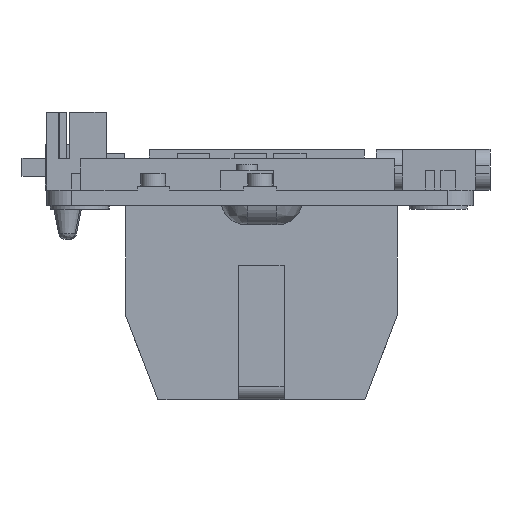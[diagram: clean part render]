
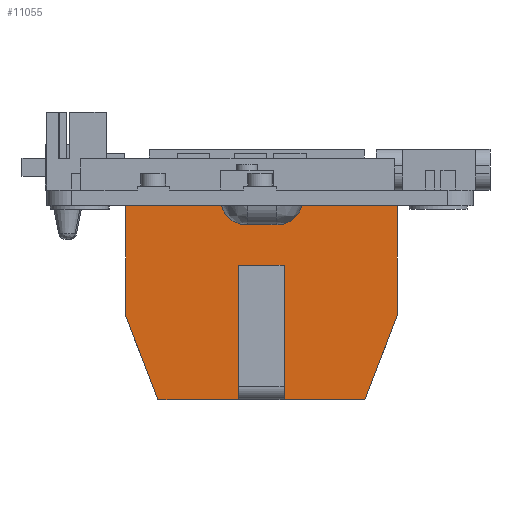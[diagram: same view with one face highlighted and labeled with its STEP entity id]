
A CAD part, front view. The second image highlights one B-rep face of the part: STEP entity #11055.
In plain terms, the highlighted planar face has unit normal (0, -1, 0).
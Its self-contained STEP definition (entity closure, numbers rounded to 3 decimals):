
#1424=DIRECTION('',(-1.,0.,0.));
#1425=VECTOR('',#1424,7.417);
#1426=CARTESIAN_POINT('',(278.435,132.131,-1.2));
#1427=LINE('',#1426,#1425);
#1466=DIRECTION('',(-1.,0.,0.));
#1467=VECTOR('',#1466,7.36);
#1468=CARTESIAN_POINT('',(292.018,132.131,-1.2));
#1469=LINE('',#1468,#1467);
#2861=CARTESIAN_POINT('',(280.371,132.131,-0.7));
#2862=DIRECTION('',(0.,1.,0.));
#2863=DIRECTION('',(0.,0.,-1.));
#2864=AXIS2_PLACEMENT_3D('',#2861,#2862,#2863);
#2925=CARTESIAN_POINT('',(282.721,132.131,-0.7));
#2926=DIRECTION('',(0.,1.,0.));
#2927=DIRECTION('',(0.968,0.,-0.25));
#2928=AXIS2_PLACEMENT_3D('',#2925,#2926,#2927);
#2930=DIRECTION('',(-1.,0.,0.));
#2931=VECTOR('',#2930,2.35);
#2932=CARTESIAN_POINT('',(282.721,132.131,-2.7));
#2933=LINE('',#2932,#2931);
#2934=DIRECTION('',(0.,0.,-1.));
#2935=VECTOR('',#2934,8.5);
#2936=CARTESIAN_POINT('',(292.018,132.131,-1.2));
#2937=LINE('',#2936,#2935);
#2938=DIRECTION('',(0.359,0.,0.933));
#2939=VECTOR('',#2938,6.964);
#2940=CARTESIAN_POINT('',(289.518,132.131,-16.2));
#2941=LINE('',#2940,#2939);
#2942=DIRECTION('',(0.,0.,1.));
#2943=VECTOR('',#2942,10.4);
#2944=CARTESIAN_POINT('',(283.268,132.131,-16.2));
#2945=LINE('',#2944,#2943);
#2946=DIRECTION('',(-1.,0.,0.));
#2947=VECTOR('',#2946,3.5);
#2948=CARTESIAN_POINT('',(283.268,132.131,-5.8));
#2949=LINE('',#2948,#2947);
#2950=DIRECTION('',(0.,0.,1.));
#2951=VECTOR('',#2950,10.4);
#2952=CARTESIAN_POINT('',(279.768,132.131,-16.2));
#2953=LINE('',#2952,#2951);
#2954=DIRECTION('',(0.359,0.,-0.933));
#2955=VECTOR('',#2954,6.964);
#2956=CARTESIAN_POINT('',(271.018,132.131,-9.7));
#2957=LINE('',#2956,#2955);
#3106=DIRECTION('',(0.,0.,-1.));
#3107=VECTOR('',#3106,8.5);
#3108=CARTESIAN_POINT('',(271.018,132.131,-1.2));
#3109=LINE('',#3108,#3107);
#3346=DIRECTION('',(-1.,0.,0.));
#3347=VECTOR('',#3346,6.25);
#3348=CARTESIAN_POINT('',(279.768,132.131,-16.2));
#3349=LINE('',#3348,#3347);
#3410=DIRECTION('',(-1.,0.,0.));
#3411=VECTOR('',#3410,6.25);
#3412=CARTESIAN_POINT('',(289.518,132.131,-16.2));
#3413=LINE('',#3412,#3411);
#5860=CARTESIAN_POINT('',(271.018,132.131,-9.7));
#5861=CARTESIAN_POINT('',(273.518,132.131,-16.2));
#5862=VERTEX_POINT('',#5860);
#5863=VERTEX_POINT('',#5861);
#5864=CARTESIAN_POINT('',(289.518,132.131,-16.2));
#5865=CARTESIAN_POINT('',(292.018,132.131,-9.7));
#5866=VERTEX_POINT('',#5864);
#5867=VERTEX_POINT('',#5865);
#5868=CARTESIAN_POINT('',(292.018,132.131,-1.2));
#5869=VERTEX_POINT('',#5868);
#5870=CARTESIAN_POINT('',(271.018,132.131,-1.2));
#5871=VERTEX_POINT('',#5870);
#6038=CARTESIAN_POINT('',(283.268,132.131,-16.2));
#6039=VERTEX_POINT('',#6038);
#6040=CARTESIAN_POINT('',(279.768,132.131,-16.2));
#6042=VERTEX_POINT('',#6040);
#6044=CARTESIAN_POINT('',(283.268,132.131,-5.8));
#6045=CARTESIAN_POINT('',(279.768,132.131,-5.8));
#6046=VERTEX_POINT('',#6044);
#6047=VERTEX_POINT('',#6045);
#6265=CARTESIAN_POINT('',(278.435,132.131,-1.2));
#6267=VERTEX_POINT('',#6265);
#6269=CARTESIAN_POINT('',(280.371,132.131,-2.7));
#6271=VERTEX_POINT('',#6269);
#6284=CARTESIAN_POINT('',(282.721,132.131,-2.7));
#6285=VERTEX_POINT('',#6284);
#6286=CARTESIAN_POINT('',(284.658,132.131,-1.2));
#6287=VERTEX_POINT('',#6286);
#11025=CARTESIAN_POINT('',(292.018,132.131,-1.2));
#11026=DIRECTION('',(0.,-1.,0.));
#11027=DIRECTION('',(-1.,0.,0.));
#11028=AXIS2_PLACEMENT_3D('',#11025,#11026,#11027);
#11029=PLANE('',#11028);
#11030=ORIENTED_EDGE('',*,*,#7646,.F.);
#11031=ORIENTED_EDGE('',*,*,#10856,.F.);
#11032=ORIENTED_EDGE('',*,*,#10914,.F.);
#11033=ORIENTED_EDGE('',*,*,#11013,.F.);
#11034=ORIENTED_EDGE('',*,*,#7666,.F.);
#11036=ORIENTED_EDGE('',*,*,#11035,.T.);
#11038=ORIENTED_EDGE('',*,*,#11037,.F.);
#11040=ORIENTED_EDGE('',*,*,#11039,.T.);
#11042=ORIENTED_EDGE('',*,*,#11041,.T.);
#11044=ORIENTED_EDGE('',*,*,#11043,.T.);
#11046=ORIENTED_EDGE('',*,*,#11045,.F.);
#11048=ORIENTED_EDGE('',*,*,#11047,.T.);
#11050=ORIENTED_EDGE('',*,*,#11049,.F.);
#11052=ORIENTED_EDGE('',*,*,#11051,.F.);
#11053=EDGE_LOOP('',(#11030,#11031,#11032,#11033,#11034,#11036,#11038,#11040,
#11042,#11044,#11046,#11048,#11050,#11052));
#11054=FACE_OUTER_BOUND('',#11053,.F.);
#2865=CIRCLE('',#2864,2.);
#2929=CIRCLE('',#2928,2.);
#7646=EDGE_CURVE('',#6267,#5871,#1427,.T.);
#7666=EDGE_CURVE('',#5869,#6287,#1469,.T.);
#10856=EDGE_CURVE('',#6271,#6267,#2865,.T.);
#10914=EDGE_CURVE('',#6285,#6271,#2933,.T.);
#11013=EDGE_CURVE('',#6287,#6285,#2929,.T.);
#11035=EDGE_CURVE('',#5869,#5867,#2937,.T.);
#11037=EDGE_CURVE('',#5866,#5867,#2941,.T.);
#11039=EDGE_CURVE('',#5866,#6039,#3413,.T.);
#11041=EDGE_CURVE('',#6039,#6046,#2945,.T.);
#11043=EDGE_CURVE('',#6046,#6047,#2949,.T.);
#11045=EDGE_CURVE('',#6042,#6047,#2953,.T.);
#11047=EDGE_CURVE('',#6042,#5863,#3349,.T.);
#11049=EDGE_CURVE('',#5862,#5863,#2957,.T.);
#11051=EDGE_CURVE('',#5871,#5862,#3109,.T.);
#11055=ADVANCED_FACE('',(#11054),#11029,.T.);
